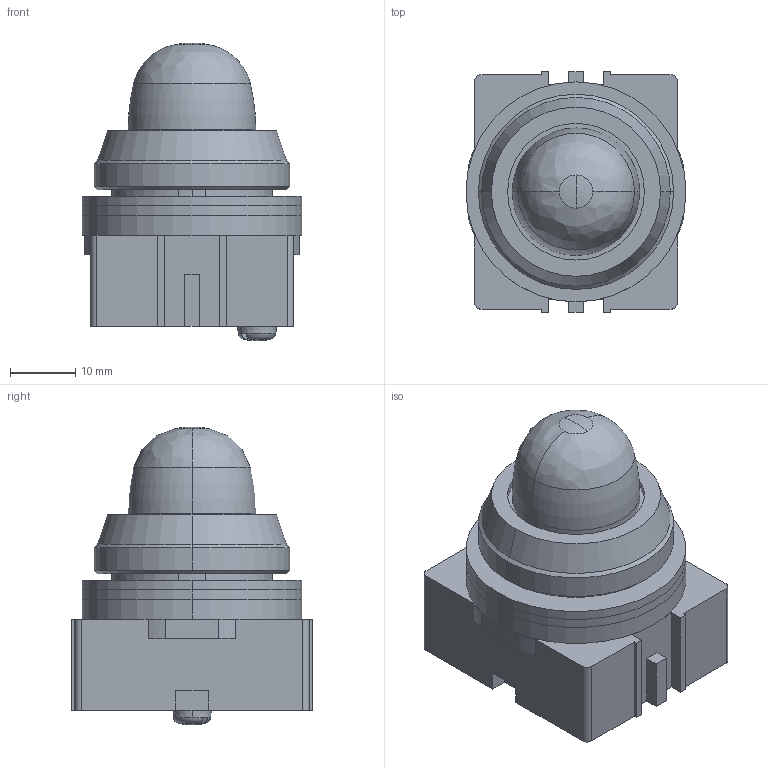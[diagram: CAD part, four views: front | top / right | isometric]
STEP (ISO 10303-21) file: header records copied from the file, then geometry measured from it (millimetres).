
FILE_DESCRIPTION (( 'STEP AP203' ), '1' );
FILE_NAME ('21_APS1[66][11][22]DN$.STEP', '2020-11-20T06:58:23', ( '' ), ( '' ), 'SwSTEP 2.0', 'SolidWorks 2019', '' );
FILE_SCHEMA (( 'CONFIG_CONTROL_DESIGN' ));
Length unit declared in the file: millimetre
Products named in the file (7): OW-22_蹬怮椔; OW-21_蹬怮椔; OG-22_蹬怮椔; すりわり付十字穴なべ小ねじ(M3.5×5)￢_E_¶(M3.5_~5)_ﾃﾞﾌｫﾙﾄ(M3.5_~5)_ATI≪UA; 21_APS1[66][11][22]DN$; APS_BODY_蹬怮椔; APS106_蹬怮椔
Assembly tree (8 placements, depth 2):
  21_APS1[66][11][22]DN$
    APS_BODY_蹬怮椔
    APS106_蹬怮椔
    OW-22_蹬怮椔
    OW-21_蹬怮椔  x2
    OG-22_蹬怮椔
    すりわり付十字穴なべ小ねじ(M3.5×5)￢_E_¶(M3.5_~5)_ﾃﾞﾌｫﾙﾄ(M3.5_~5)_ATI≪UA  x2
Bounding box: 33.8 x 37 x 45.75 mm (x, y, z)
Volume: 32524.4 mm3; surface area: 13694.5 mm2
Topology: 8 solids, 8 shells, 209 faces, 545 edges, 357 vertices
Faces by surface type: plane 114, cylinder 49, cone 22, bspline 12, torus 8, sphere 4
Entity records: 5940 total; most frequent: CARTESIAN_POINT 1111, DIRECTION 853, ORIENTED_EDGE 846, EDGE_CURVE 423, AXIS2_PLACEMENT_3D 306, VERTEX_POINT 278, LINE 241, VECTOR 241
